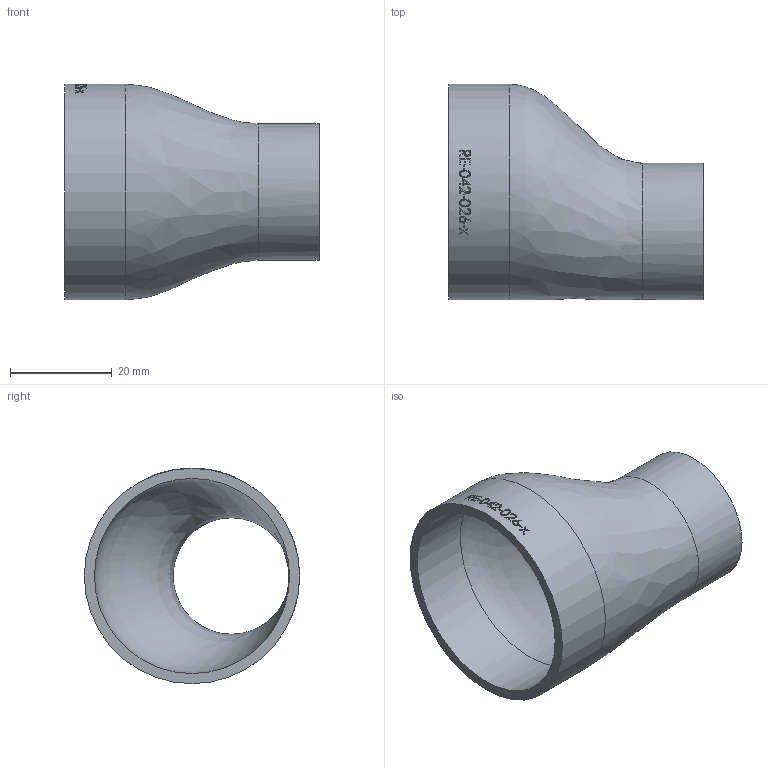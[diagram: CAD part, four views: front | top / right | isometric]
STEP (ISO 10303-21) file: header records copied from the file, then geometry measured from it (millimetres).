
FILE_DESCRIPTION (( 'STEP AP214' ), '1' );
FILE_NAME ('RE-042-026-x Reduzierung Exzenter 42,4x26,9x2,0x2,0 BL50 2012.STEP', '2020-12-30T10:58:20', ( '' ), ( '' ), 'SwSTEP 2.0', 'SolidWorks 2019', '' );
FILE_SCHEMA (( 'AUTOMOTIVE_DESIGN' ));
Length unit declared in the file: millimetre
Products named in the file (1): RE-042-026-x Reduzierung Exzenter 42,4x26,9x2,0x2,0 BL50 2012
Bounding box: 50 x 42.4 x 42.4 mm (x, y, z)
Volume: 10707.1 mm3; surface area: 11050.6 mm2
Topology: 1 solids, 1 shells, 146 faces, 384 edges, 256 vertices
Faces by surface type: bspline 66, plane 57, cylinder 23
Full cylindrical faces by diameter (mm): 22.9 x1, 26.9 x1, 38.4 x1, 42.4 x1
Entity records: 13477 total; most frequent: CARTESIAN_POINT 9044, ORIENTED_EDGE 730, DIRECTION 386, EDGE_CURVE 365, VERTEX_POINT 246, B_SPLINE_CURVE_WITH_KNOTS 208, EDGE_LOOP 169, FACE_OUTER_BOUND 150
